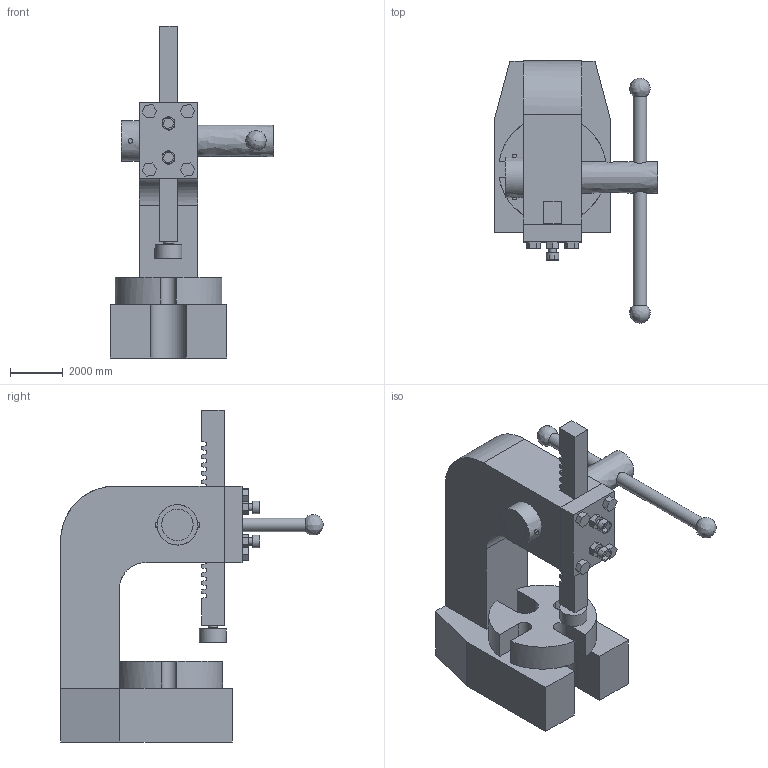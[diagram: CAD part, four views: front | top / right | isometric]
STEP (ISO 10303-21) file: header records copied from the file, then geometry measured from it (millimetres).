
FILE_DESCRIPTION(('FreeCAD Model'),'2;1');
FILE_NAME('Open CASCADE Shape Model','2025-05-07T23:17:56',('FreeCAD'),( 'FreeCAD'),'Open CASCADE STEP processor 7.6','FreeCAD','Unknown');
FILE_SCHEMA(('AUTOMOTIVE_DESIGN { 1 0 10303 214 1 1 1 1 }'));
Length unit declared in the file: millimetre
Products named in the file (1): Open CASCADE STEP translator 7.6 1
Bounding box: 6229.36 x 9981.99 x 12629.38 mm (x, y, z)
Volume: 137182488683.2 mm3; surface area: 427702669.2 mm2
Topology: 19 solids, 19 shells, 350 faces, 920 edges, 620 vertices
Faces by surface type: bspline 350
Entity records: 10870 total; most frequent: CARTESIAN_POINT 5270, ORIENTED_EDGE 1832, EDGE_CURVE 916, B_SPLINE_CURVE_WITH_KNOTS 760, VERTEX_POINT 620, FACE_BOUND 396, EDGE_LOOP 396, ADVANCED_FACE 350
